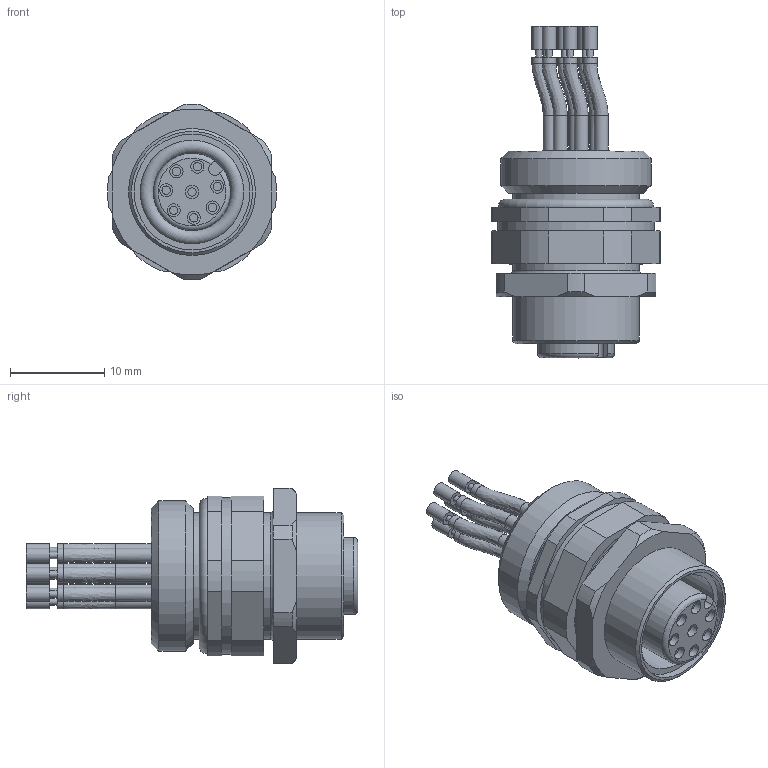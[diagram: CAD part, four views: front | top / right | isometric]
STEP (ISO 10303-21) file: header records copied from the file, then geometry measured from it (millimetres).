
FILE_DESCRIPTION(/* description */ (''),/* implementation_level */ '2;1');
FILE_NAME(/* name */ 'AL-FVM12KUA8-_M16_S520.stp',/* time_stamp */ '2017-10-05T07:36:09+02:00',/* author */ (''),/* organization */ (''),/* preprocessor_version */ 'ST-DEVELOPER v16',/* originating_system */ 'SIEMENS PLM Software NX 10.0',/* authorisation */ '');
FILE_SCHEMA (('AUTOMOTIVE_DESIGN { 1 0 10303 214 3 1 1 1 }'));
Length unit declared in the file: millimetre
Products named in the file (1): c.ka1A902A16c0mt
Bounding box: 17.96 x 35.3 x 18.69 mm (x, y, z)
Volume: 3915.3 mm3; surface area: 3464.3 mm2
Topology: 3 solids, 3 shells, 178 faces, 380 edges, 256 vertices
Faces by surface type: cylinder 77, plane 75, cone 13, bspline 8, torus 5
Full cylindrical faces by diameter (mm): 0.7 x8, 0.9 x8, 1.4 x8, 1.5 x24, 11 x1, 12.3 x1, 13.5 x3, 15.46 x2, 16 x1, 16.7 x1
Entity records: 4744 total; most frequent: CARTESIAN_POINT 1316, DIRECTION 732, ORIENTED_EDGE 530, AXIS2_PLACEMENT_3D 326, EDGE_LOOP 302, EDGE_CURVE 265, FACE_BOUND 240, VERTEX_POINT 219
